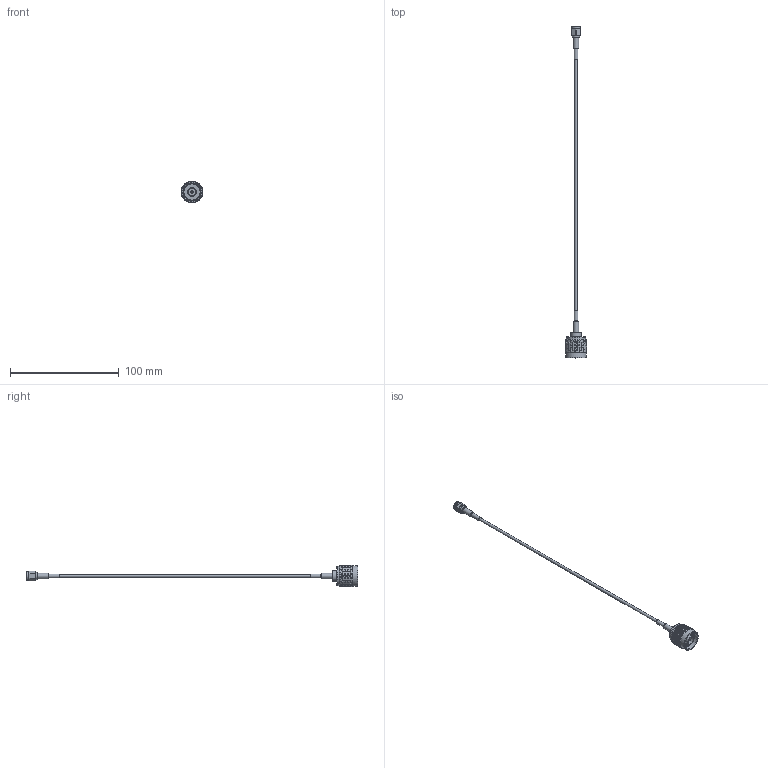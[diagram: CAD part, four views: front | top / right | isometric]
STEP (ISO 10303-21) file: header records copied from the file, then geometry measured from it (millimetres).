
FILE_DESCRIPTION(/* description */ ('Unknown'),/* implementation_level */ '2;1');
FILE_NAME(/* name */ '65506811630501',/* time_stamp */ '2022-04-15T11:46:00+02:00',/* author */ ('Unknown'),/* organization */ ('Unknown'),/* preprocessor_version */ 'ST-DEVELOPER v16.7',/* originating_system */ 'Solid Edge',/* authorisation */ 'Unknown');
FILE_SCHEMA (('AUTOMOTIVE_DESIGN {1 0 10303 214 3 1 1}'));
Products named in the file (1): 65506811630501
Bounding box: 20 x 304.8 x 19.98 mm (x, y, z)
Volume: 6245.9 mm3; surface area: 8190.8 mm2
Topology: 2 solids, 2 shells, 1314 faces, 2658 edges, 1378 vertices
Faces by surface type: bspline 904, cylinder 286, plane 85, cone 28, torus 11
Full cylindrical faces by diameter (mm): 0.67 x1, 0.92 x2, 1.65 x1, 2.1 x1, 2.15 x1, 2.6 x1, 3.6 x2, 4.56 x1, 4.75 x1, 4.9 x2, 5.7 x1, 5.83 x1, 6 x2, 6.5 x2, 6.66 x6, 7 x2, 7.8 x1, 8 x1, 8.2 x1, 9.8 x1, 16.5 x3, 17.5 x2, 17.7 x2, 18 x1, 19.1 x2
Entity records: 69776 total; most frequent: CARTESIAN_POINT 43934, ORIENTED_EDGE 5088, EDGE_CURVE 2544, EDGE_LOOP 1410, FACE_BOUND 1410, VERTEX_POINT 1338, STYLED_ITEM 1309, PRESENTATION_STYLE_ASSIGNMENT 1309
